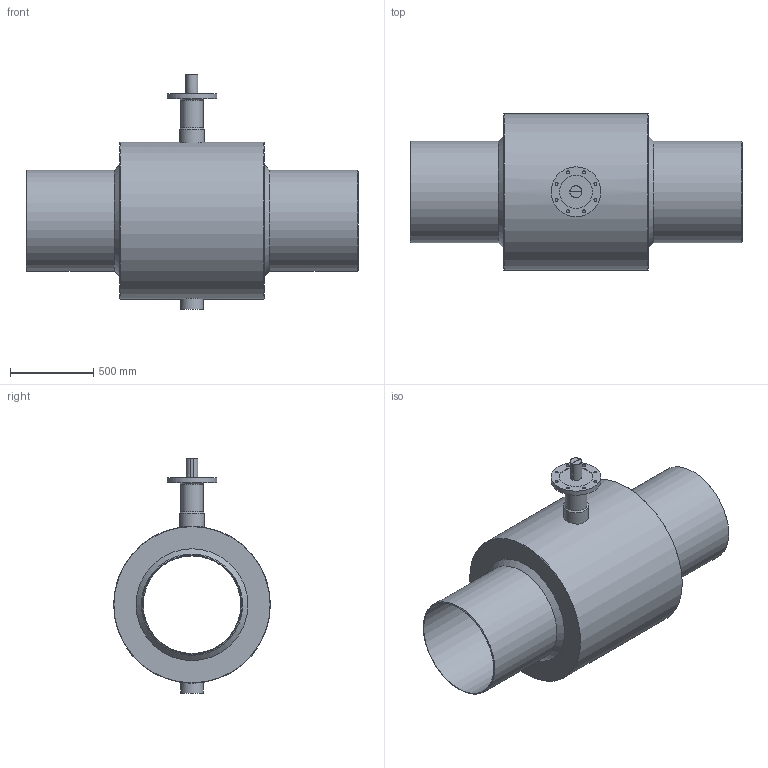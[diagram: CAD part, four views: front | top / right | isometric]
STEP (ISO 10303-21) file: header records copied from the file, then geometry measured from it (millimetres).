
FILE_DESCRIPTION( ( 'Unknown' ), '1' );
FILE_NAME( 'G600WW4_1.stp', 'Unknown', ( 'Unknown' ), ( 'Unknown' ), 'PSStep 14.0', 'Unknown', ' ' );
FILE_SCHEMA( ( 'AUTOMOTIVE_DESIGN { 1 0 10303 214 1 1 1 1 }' ) );
Length unit declared in the file: millimetre
Products named in the file (2): 1; 2
Bounding box: 2000 x 945 x 1414 mm (x, y, z)
Volume: 398310639.6 mm3; surface area: 9566468.1 mm2
Topology: 2 solids, 2 shells, 50 faces, 121 edges, 80 vertices
Faces by surface type: cylinder 20, plane 17, cone 13
Full cylindrical faces by diameter (mm): 18 x8, 133 x1, 138 x1, 150 x1, 200 x1, 300 x1, 588 x1, 595.8 x2, 610 x2, 945 x1
Entity records: 1932 total; most frequent: CARTESIAN_POINT 478, DIRECTION 224, ORIENTED_EDGE 152, EDGE_LOOP 104, AXIS2_PLACEMENT_3D 102, EDGE_CURVE 76, FACE_OUTER_BOUND 69, VERTEX_POINT 66
